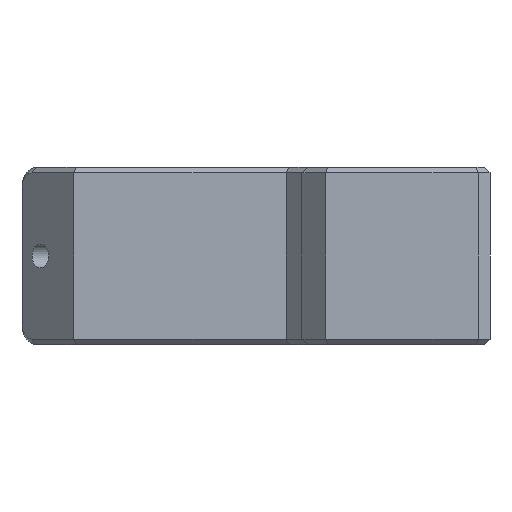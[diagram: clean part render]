
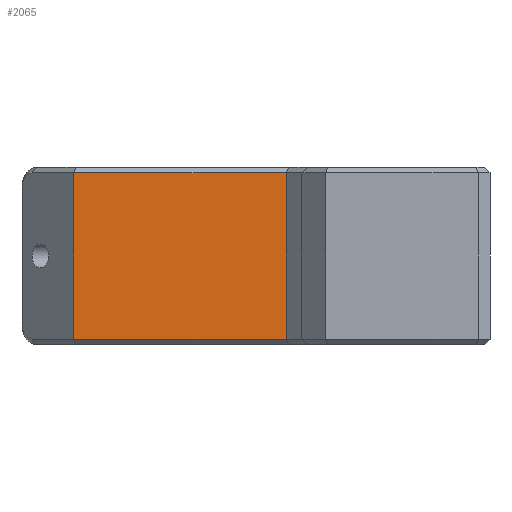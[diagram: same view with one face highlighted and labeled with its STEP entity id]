
A CAD part, front view. The second image highlights one B-rep face of the part: STEP entity #2065.
In plain terms, the highlighted planar face has unit normal (0, -1, 0).
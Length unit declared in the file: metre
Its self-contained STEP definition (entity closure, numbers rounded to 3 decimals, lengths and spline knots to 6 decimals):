
#125=ORIENTED_EDGE('',*,*,#723,.F.);
#126=ORIENTED_EDGE('',*,*,#724,.T.);
#127=ORIENTED_EDGE('',*,*,#717,.T.);
#128=ORIENTED_EDGE('',*,*,#725,.T.);
#717=EDGE_CURVE('',#1015,#1016,#1181,.T.);
#723=EDGE_CURVE('',#1021,#1022,#1185,.T.);
#724=EDGE_CURVE('',#1021,#1015,#1186,.T.);
#725=EDGE_CURVE('',#1016,#1022,#1187,.T.);
#1015=VERTEX_POINT('',#2991);
#1016=VERTEX_POINT('',#2992);
#1021=VERTEX_POINT('',#3004);
#1022=VERTEX_POINT('',#3005);
#1181=LINE('',#2990,#1439);
#1185=LINE('',#3003,#1443);
#1186=LINE('',#3006,#1444);
#1187=LINE('',#3007,#1445);
#1439=VECTOR('',#2398,1.);
#1443=VECTOR('',#2408,1.);
#1444=VECTOR('',#2409,1.);
#1445=VECTOR('',#2410,1.);
#1677=EDGE_LOOP('',(#125,#126,#127,#128));
#1815=FACE_BOUND('',#1677,.T.);
#1951=PLANE('',#2216);
#2065=ADVANCED_FACE('',(#1815),#1951,.F.);
#2216=AXIS2_PLACEMENT_3D('',#3002,#2406,#2407);
#2398=DIRECTION('',(0.,0.,-1.));
#2406=DIRECTION('',(0.,1.,0.));
#2407=DIRECTION('',(0.,0.,1.));
#2408=DIRECTION('',(0.,0.,-1.));
#2409=DIRECTION('',(-1.,0.,0.));
#2410=DIRECTION('',(1.,0.,0.));
#2990=CARTESIAN_POINT('',(-0.0514,0.017,0.0225));
#2991=CARTESIAN_POINT('',(-0.0514,0.017,0.0218));
#2992=CARTESIAN_POINT('',(-0.0514,0.017,0.0007));
#3002=CARTESIAN_POINT('',(-0.0379,0.017,0.0225));
#3003=CARTESIAN_POINT('',(-0.0244,0.017,0.0225));
#3004=CARTESIAN_POINT('',(-0.0244,0.017,0.0218));
#3005=CARTESIAN_POINT('',(-0.0244,0.017,0.0007));
#3006=CARTESIAN_POINT('',(-0.0514,0.017,0.0218));
#3007=CARTESIAN_POINT('',(-0.0379,0.017,0.0007));
